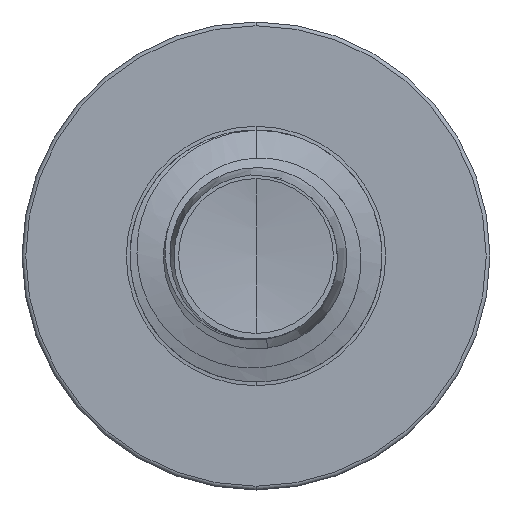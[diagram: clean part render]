
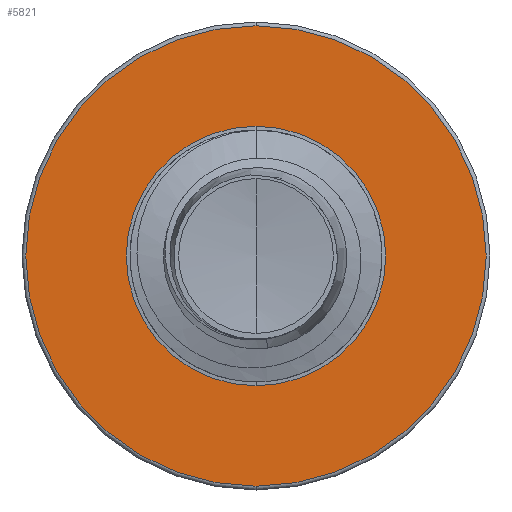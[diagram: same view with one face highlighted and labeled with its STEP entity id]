
A CAD part, front view. The second image highlights one B-rep face of the part: STEP entity #5821.
In plain terms, the highlighted planar face has unit normal (0, -1, 0).
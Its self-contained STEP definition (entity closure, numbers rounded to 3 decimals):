
#268 = AXIS2_PLACEMENT_3D ( 'NONE', #4526, #9361, #5301 ) ;
#287 = CARTESIAN_POINT ( 'NONE',  ( 0., 2., -1.279 ) ) ;
#340 = AXIS2_PLACEMENT_3D ( 'NONE', #7412, #2759, #8032 ) ;
#378 = VERTEX_POINT ( 'NONE', #1124 ) ;
#817 = DIRECTION ( 'NONE',  ( 0., 0., 1. ) ) ;
#834 = DIRECTION ( 'NONE',  ( 0., 1., 0. ) ) ;
#843 = CARTESIAN_POINT ( 'NONE',  ( 0., 2., -0.721 ) ) ;
#861 = PLANE ( 'NONE',  #7994 ) ;
#959 = AXIS2_PLACEMENT_3D ( 'NONE', #1630, #7317, #2606 ) ;
#979 = AXIS2_PLACEMENT_3D ( 'NONE', #7224, #2469, #7877 ) ;
#1124 = CARTESIAN_POINT ( 'NONE',  ( 0., 2., 1.279 ) ) ;
#1630 = CARTESIAN_POINT ( 'NONE',  ( 0., 2., 0. ) ) ;
#1987 = CIRCLE ( 'NONE', #268, 1.279 ) ;
#2132 = FACE_OUTER_BOUND ( 'NONE', #9552, .T. ) ;
#2469 = DIRECTION ( 'NONE',  ( 0., 1., 0. ) ) ;
#2606 = DIRECTION ( 'NONE',  ( 0., 0., 1. ) ) ;
#2759 = DIRECTION ( 'NONE',  ( 0., 1., 0. ) ) ;
#4526 = CARTESIAN_POINT ( 'NONE',  ( 0., 2., 0. ) ) ;
#5301 = DIRECTION ( 'NONE',  ( 0., 0., 1. ) ) ;
#5821 = ADVANCED_FACE ( 'NONE', ( #2132, #6312 ), #861, .F. ) ;
#6249 = CIRCLE ( 'NONE', #959, 1.279 ) ;
#6312 = FACE_BOUND ( 'NONE', #7847, .T. ) ;
#6369 = CIRCLE ( 'NONE', #340, 0.721 ) ;
#6700 = VERTEX_POINT ( 'NONE', #9931 ) ;
#6902 = VERTEX_POINT ( 'NONE', #10369 ) ;
#7224 = CARTESIAN_POINT ( 'NONE',  ( 0., 2., 0. ) ) ;
#7317 = DIRECTION ( 'NONE',  ( 0., 1., 0. ) ) ;
#7412 = CARTESIAN_POINT ( 'NONE',  ( 0., 2., 0. ) ) ;
#7644 = ORIENTED_EDGE ( 'NONE', *, *, #8935, .F. ) ;
#7659 = VERTEX_POINT ( 'NONE', #287 ) ;
#7682 = ORIENTED_EDGE ( 'NONE', *, *, #8927, .T. ) ;
#7698 = ORIENTED_EDGE ( 'NONE', *, *, #8587, .T. ) ;
#7847 = EDGE_LOOP ( 'NONE', ( #7682, #7698 ) ) ;
#7854 = ORIENTED_EDGE ( 'NONE', *, *, #8645, .F. ) ;
#7877 = DIRECTION ( 'NONE',  ( 0., 0., 1. ) ) ;
#7994 = AXIS2_PLACEMENT_3D ( 'NONE', #843, #834, #817 ) ;
#8032 = DIRECTION ( 'NONE',  ( 0., 0., 1. ) ) ;
#8587 = EDGE_CURVE ( 'NONE', #6902, #6700, #8668, .T. ) ;
#8645 = EDGE_CURVE ( 'NONE', #378, #7659, #6249, .T. ) ;
#8668 = CIRCLE ( 'NONE', #979, 0.721 ) ;
#8927 = EDGE_CURVE ( 'NONE', #6700, #6902, #6369, .T. ) ;
#8935 = EDGE_CURVE ( 'NONE', #7659, #378, #1987, .T. ) ;
#9361 = DIRECTION ( 'NONE',  ( 0., 1., 0. ) ) ;
#9552 = EDGE_LOOP ( 'NONE', ( #7854, #7644 ) ) ;
#9931 = CARTESIAN_POINT ( 'NONE',  ( 0., 2., 0.721 ) ) ;
#10369 = CARTESIAN_POINT ( 'NONE',  ( 0., 2., -0.721 ) ) ;
